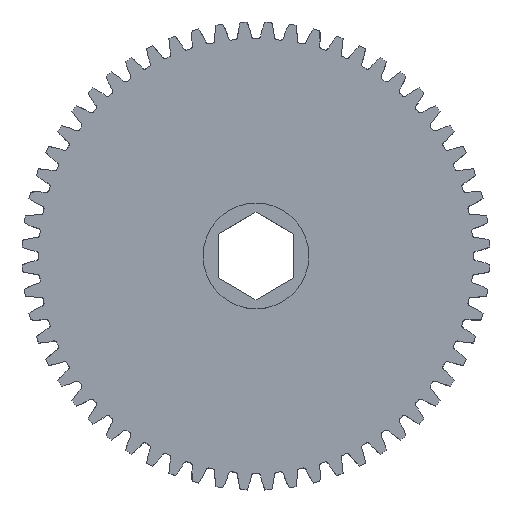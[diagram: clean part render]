
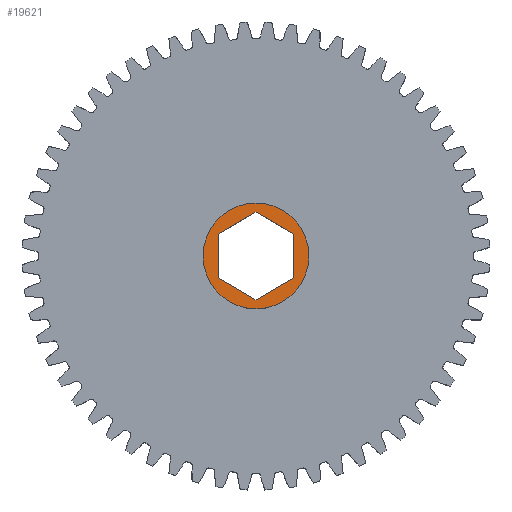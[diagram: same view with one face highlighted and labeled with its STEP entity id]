
A CAD part, top view. The second image highlights one B-rep face of the part: STEP entity #19621.
In plain terms, the highlighted planar face has unit normal (0, 0, 1).
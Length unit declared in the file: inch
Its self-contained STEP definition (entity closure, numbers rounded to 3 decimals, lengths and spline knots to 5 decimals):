
#217 = CARTESIAN_POINT ( 'NONE',  ( 0., -0.29041, 0.249 ) ) ;
#271 = DIRECTION ( 'NONE',  ( 0., 0., 1. ) ) ;
#588 = LINE ( 'NONE', #13206, #18799 ) ;
#1041 = VECTOR ( 'NONE', #2036, 39.37008 ) ;
#1201 = CARTESIAN_POINT ( 'NONE',  ( 0., 0., 0.249 ) ) ;
#1417 = EDGE_CURVE ( 'NONE', #7729, #22140, #12953, .T. ) ;
#1774 = ORIENTED_EDGE ( 'NONE', *, *, #3071, .T. ) ;
#1936 = CARTESIAN_POINT ( 'NONE',  ( -0.2515, 0.1452, 0.249 ) ) ;
#2036 = DIRECTION ( 'NONE',  ( -0.866, 0.5, 0. ) ) ;
#2336 = EDGE_CURVE ( 'NONE', #8098, #20489, #20095, .T. ) ;
#2425 = DIRECTION ( 'NONE',  ( 0., 0., 1. ) ) ;
#2629 = EDGE_CURVE ( 'NONE', #7553, #8595, #14447, .T. ) ;
#2828 = CARTESIAN_POINT ( 'NONE',  ( 0., 0.29041, 0.249 ) ) ;
#2945 = ORIENTED_EDGE ( 'NONE', *, *, #1417, .T. ) ;
#3020 = DIRECTION ( 'NONE',  ( 1., 0., 0. ) ) ;
#3071 = EDGE_CURVE ( 'NONE', #20489, #7729, #3896, .T. ) ;
#3896 = LINE ( 'NONE', #21907, #4445 ) ;
#4224 = ORIENTED_EDGE ( 'NONE', *, *, #2629, .T. ) ;
#4445 = VECTOR ( 'NONE', #7048, 39.37008 ) ;
#6300 = AXIS2_PLACEMENT_3D ( 'NONE', #1201, #13680, #3020 ) ;
#6370 = EDGE_CURVE ( 'NONE', #14673, #8098, #17926, .T. ) ;
#6389 = FACE_BOUND ( 'NONE', #7851, .T. ) ;
#7048 = DIRECTION ( 'NONE',  ( 0.866, -0.5, 0. ) ) ;
#7553 = VERTEX_POINT ( 'NONE', #16347 ) ;
#7729 = VERTEX_POINT ( 'NONE', #12171 ) ;
#7802 = CARTESIAN_POINT ( 'NONE',  ( 0., 0., 0.249 ) ) ;
#7851 = EDGE_LOOP ( 'NONE', ( #13518, #13621, #1774, #2945, #14397, #14949 ) ) ;
#7949 = DIRECTION ( 'NONE',  ( 0., 1., 0. ) ) ;
#8069 = EDGE_CURVE ( 'NONE', #8595, #7553, #22375, .T. ) ;
#8098 = VERTEX_POINT ( 'NONE', #9296 ) ;
#8595 = VERTEX_POINT ( 'NONE', #21604 ) ;
#8628 = AXIS2_PLACEMENT_3D ( 'NONE', #11058, #271, #12804 ) ;
#9296 = CARTESIAN_POINT ( 'NONE',  ( -0.2515, 0.1452, 0.249 ) ) ;
#10367 = VECTOR ( 'NONE', #12655, 39.37008 ) ;
#10378 = AXIS2_PLACEMENT_3D ( 'NONE', #7802, #2425, #14835 ) ;
#10464 = CARTESIAN_POINT ( 'NONE',  ( 0., -0.29041, 0.249 ) ) ;
#11058 = CARTESIAN_POINT ( 'NONE',  ( 0., 0., 0.249 ) ) ;
#11198 = FACE_OUTER_BOUND ( 'NONE', #17530, .T. ) ;
#12171 = CARTESIAN_POINT ( 'NONE',  ( 0.2515, 0.1452, 0.249 ) ) ;
#12383 = VECTOR ( 'NONE', #19906, 39.37008 ) ;
#12655 = DIRECTION ( 'NONE',  ( 0.866, 0.5, 0. ) ) ;
#12804 = DIRECTION ( 'NONE',  ( 1., 0., 0. ) ) ;
#12815 = VECTOR ( 'NONE', #7949, 39.37008 ) ;
#12953 = LINE ( 'NONE', #19840, #12383 ) ;
#13124 = PLANE ( 'NONE',  #10378 ) ;
#13206 = CARTESIAN_POINT ( 'NONE',  ( 0.2515, -0.1452, 0.249 ) ) ;
#13518 = ORIENTED_EDGE ( 'NONE', *, *, #6370, .T. ) ;
#13621 = ORIENTED_EDGE ( 'NONE', *, *, #2336, .T. ) ;
#13680 = DIRECTION ( 'NONE',  ( 0., 0., 1. ) ) ;
#14397 = ORIENTED_EDGE ( 'NONE', *, *, #22651, .T. ) ;
#14447 = CIRCLE ( 'NONE', #6300, 0.35 ) ;
#14673 = VERTEX_POINT ( 'NONE', #17821 ) ;
#14835 = DIRECTION ( 'NONE',  ( 1., 0., 0. ) ) ;
#14920 = DIRECTION ( 'NONE',  ( -0.866, -0.5, 0. ) ) ;
#14949 = ORIENTED_EDGE ( 'NONE', *, *, #19896, .T. ) ;
#15423 = ORIENTED_EDGE ( 'NONE', *, *, #8069, .T. ) ;
#16212 = VERTEX_POINT ( 'NONE', #10464 ) ;
#16347 = CARTESIAN_POINT ( 'NONE',  ( 0.35, 0., 0.249 ) ) ;
#17530 = EDGE_LOOP ( 'NONE', ( #15423, #4224 ) ) ;
#17821 = CARTESIAN_POINT ( 'NONE',  ( -0.2515, -0.1452, 0.249 ) ) ;
#17926 = LINE ( 'NONE', #20104, #12815 ) ;
#18799 = VECTOR ( 'NONE', #14920, 39.37008 ) ;
#19621 = ADVANCED_FACE ( 'NONE', ( #6389, #11198 ), #13124, .T. ) ;
#19827 = LINE ( 'NONE', #217, #1041 ) ;
#19840 = CARTESIAN_POINT ( 'NONE',  ( 0.2515, 0.1452, 0.249 ) ) ;
#19896 = EDGE_CURVE ( 'NONE', #16212, #14673, #19827, .T. ) ;
#19906 = DIRECTION ( 'NONE',  ( 0., -1., 0. ) ) ;
#20095 = LINE ( 'NONE', #1936, #10367 ) ;
#20104 = CARTESIAN_POINT ( 'NONE',  ( -0.2515, -0.1452, 0.249 ) ) ;
#20489 = VERTEX_POINT ( 'NONE', #2828 ) ;
#21604 = CARTESIAN_POINT ( 'NONE',  ( -0.35, 0., 0.249 ) ) ;
#21907 = CARTESIAN_POINT ( 'NONE',  ( 0., 0.29041, 0.249 ) ) ;
#22140 = VERTEX_POINT ( 'NONE', #22760 ) ;
#22375 = CIRCLE ( 'NONE', #8628, 0.35 ) ;
#22651 = EDGE_CURVE ( 'NONE', #22140, #16212, #588, .T. ) ;
#22760 = CARTESIAN_POINT ( 'NONE',  ( 0.2515, -0.1452, 0.249 ) ) ;
